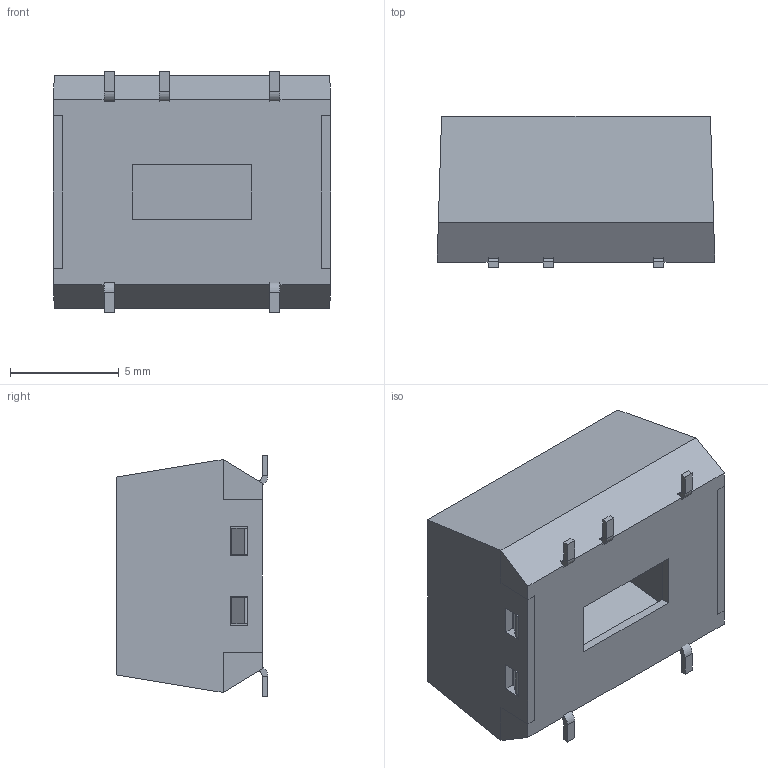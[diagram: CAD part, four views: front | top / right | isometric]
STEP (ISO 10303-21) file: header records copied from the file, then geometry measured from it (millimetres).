
FILE_DESCRIPTION(('FreeCAD Model'),'2;1');
FILE_NAME('R1SE_HE_3D_20190722.step','2019-07-22T12:56:19',(''),(''), 'Open CASCADE STEP processor 7.3','FreeCAD','Unknown');
FILE_SCHEMA(('CONFIG_CONTROL_DESIGN','SHAPE_APPEARANCE_LAYER_MIM'));
Length unit declared in the file: millimetre
Products named in the file (7): R1SE/H2_pin5(+Vout); R1SE/H2_pin2(+Vin); R1SE/H2_pin4(-Vout); R1SE/H2_case; R1SE/H2_bottom_case; R1SE/H2_pin8(NC); R1SE/H2_pin1(-Vin)
Bounding box: 12.75 x 6.95 x 11.1 mm (x, y, z)
Volume: 218.1 mm3; surface area: 1078 mm2
Topology: 7 solids, 7 shells, 289 faces, 732 edges, 468 vertices
Faces by surface type: plane 253, cylinder 36
Entity records: 22419 total; most frequent: CARTESIAN_POINT 6518, DIRECTION 2686, LINE 1908, VECTOR 1908, ORIENTED_EDGE 1464, PCURVE 1464, DEFINITIONAL_REPRESENTATION 1464, EDGE_CURVE 732
